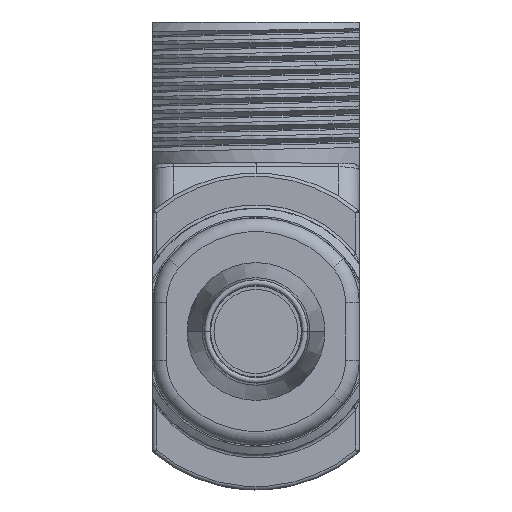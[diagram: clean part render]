
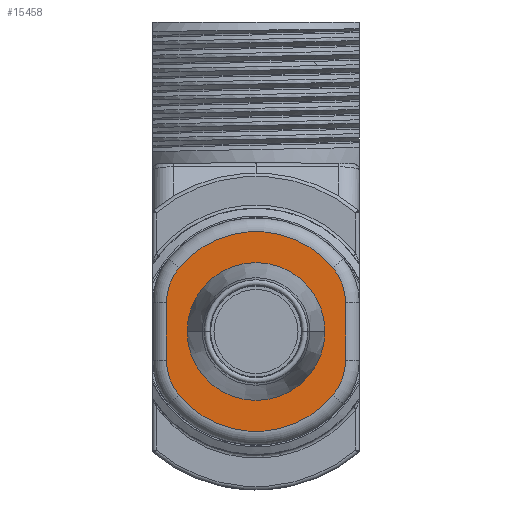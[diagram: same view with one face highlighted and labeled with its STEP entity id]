
A CAD part, front view. The second image highlights one B-rep face of the part: STEP entity #15458.
In plain terms, the highlighted planar face has unit normal (0, -1, 0).
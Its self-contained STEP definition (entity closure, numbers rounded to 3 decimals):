
#3791=CARTESIAN_POINT('',(2.5,-45.4,-2.977));
#3792=DIRECTION('',(0.,-1.,0.));
#3793=DIRECTION('',(0.769,0.,-0.639));
#3794=AXIS2_PLACEMENT_3D('',#3791,#3792,#3793);
#3796=CARTESIAN_POINT('',(0.,-45.4,-0.9));
#3797=DIRECTION('',(0.,-1.,0.));
#3798=DIRECTION('',(-0.769,0.,-0.639));
#3799=AXIS2_PLACEMENT_3D('',#3796,#3797,#3798);
#3801=CARTESIAN_POINT('',(-2.5,-45.4,-2.977));
#3802=DIRECTION('',(0.,-1.,0.));
#3803=DIRECTION('',(-1.,0.,0.));
#3804=AXIS2_PLACEMENT_3D('',#3801,#3802,#3803);
#3806=DIRECTION('',(0.,0.,-1.));
#3807=VECTOR('',#3806,4.153);
#3808=CARTESIAN_POINT('',(-6.5,-45.4,1.177));
#3809=LINE('',#3808,#3807);
#3810=CARTESIAN_POINT('',(-2.5,-45.4,1.177));
#3811=DIRECTION('',(0.,-1.,0.));
#3812=DIRECTION('',(-0.769,0.,0.639));
#3813=AXIS2_PLACEMENT_3D('',#3810,#3811,#3812);
#3815=CARTESIAN_POINT('',(0.,-45.4,-0.9));
#3816=DIRECTION('',(0.,-1.,0.));
#3817=DIRECTION('',(0.769,0.,0.639));
#3818=AXIS2_PLACEMENT_3D('',#3815,#3816,#3817);
#3820=CARTESIAN_POINT('',(2.5,-45.4,1.177));
#3821=DIRECTION('',(0.,-1.,0.));
#3822=DIRECTION('',(1.,0.,0.));
#3823=AXIS2_PLACEMENT_3D('',#3820,#3821,#3822);
#3825=DIRECTION('',(0.,0.,1.));
#3826=VECTOR('',#3825,4.153);
#3827=CARTESIAN_POINT('',(6.5,-45.4,-2.977));
#3828=LINE('',#3827,#3826);
#3829=CARTESIAN_POINT('',(0.,-45.4,-0.9));
#3830=DIRECTION('',(0.,-1.,0.));
#3831=DIRECTION('',(1.,0.,0.));
#3832=AXIS2_PLACEMENT_3D('',#3829,#3830,#3831);
#3834=CARTESIAN_POINT('',(0.,-45.4,-0.9));
#3835=DIRECTION('',(0.,-1.,0.));
#3836=DIRECTION('',(-1.,0.,0.));
#3837=AXIS2_PLACEMENT_3D('',#3834,#3835,#3836);
#12925=CARTESIAN_POINT('',(5.577,-45.4,-5.533));
#12926=CARTESIAN_POINT('',(6.5,-45.4,-2.977));
#12927=VERTEX_POINT('',#12925);
#12928=VERTEX_POINT('',#12926);
#12933=CARTESIAN_POINT('',(6.5,-45.4,1.177));
#12934=VERTEX_POINT('',#12933);
#12937=CARTESIAN_POINT('',(5.577,-45.4,3.733));
#12938=VERTEX_POINT('',#12937);
#12941=CARTESIAN_POINT('',(-5.577,-45.4,3.733));
#12942=VERTEX_POINT('',#12941);
#12945=CARTESIAN_POINT('',(-6.5,-45.4,1.177));
#12946=VERTEX_POINT('',#12945);
#12949=CARTESIAN_POINT('',(-6.5,-45.4,-2.977));
#12950=VERTEX_POINT('',#12949);
#12953=CARTESIAN_POINT('',(-5.577,-45.4,-5.533));
#12954=VERTEX_POINT('',#12953);
#12993=CARTESIAN_POINT('',(5.,-45.4,-0.9));
#12994=CARTESIAN_POINT('',(-5.,-45.4,-0.9));
#12995=VERTEX_POINT('',#12993);
#12996=VERTEX_POINT('',#12994);
#15430=CARTESIAN_POINT('',(0.,-45.4,-0.9));
#15431=DIRECTION('',(0.,1.,0.));
#15432=DIRECTION('',(1.,0.,0.));
#15433=AXIS2_PLACEMENT_3D('',#15430,#15431,#15432);
#15434=PLANE('',#15433);
#15436=ORIENTED_EDGE('',*,*,#15435,.F.);
#15438=ORIENTED_EDGE('',*,*,#15437,.F.);
#15439=ORIENTED_EDGE('',*,*,#15420,.F.);
#15441=ORIENTED_EDGE('',*,*,#15440,.F.);
#15443=ORIENTED_EDGE('',*,*,#15442,.F.);
#15445=ORIENTED_EDGE('',*,*,#15444,.F.);
#15447=ORIENTED_EDGE('',*,*,#15446,.F.);
#15449=ORIENTED_EDGE('',*,*,#15448,.F.);
#15450=EDGE_LOOP('',(#15436,#15438,#15439,#15441,#15443,#15445,#15447,#15449));
#15451=FACE_OUTER_BOUND('',#15450,.F.);
#15453=ORIENTED_EDGE('',*,*,#15452,.T.);
#15455=ORIENTED_EDGE('',*,*,#15454,.T.);
#15456=EDGE_LOOP('',(#15453,#15455));
#15457=FACE_BOUND('',#15456,.F.);
#15458=ADVANCED_FACE('',(#15451,#15457),#15434,.F.);
#3795=CIRCLE('',#3794,4.);
#3800=CIRCLE('',#3799,7.25);
#3805=CIRCLE('',#3804,4.);
#3814=CIRCLE('',#3813,4.);
#3819=CIRCLE('',#3818,7.25);
#3824=CIRCLE('',#3823,4.);
#3833=CIRCLE('',#3832,5.);
#3838=CIRCLE('',#3837,5.);
#15420=EDGE_CURVE('',#12950,#12954,#3805,.T.);
#15435=EDGE_CURVE('',#12927,#12928,#3795,.T.);
#15437=EDGE_CURVE('',#12954,#12927,#3800,.T.);
#15440=EDGE_CURVE('',#12946,#12950,#3809,.T.);
#15442=EDGE_CURVE('',#12942,#12946,#3814,.T.);
#15444=EDGE_CURVE('',#12938,#12942,#3819,.T.);
#15446=EDGE_CURVE('',#12934,#12938,#3824,.T.);
#15448=EDGE_CURVE('',#12928,#12934,#3828,.T.);
#15452=EDGE_CURVE('',#12995,#12996,#3833,.T.);
#15454=EDGE_CURVE('',#12996,#12995,#3838,.T.);
